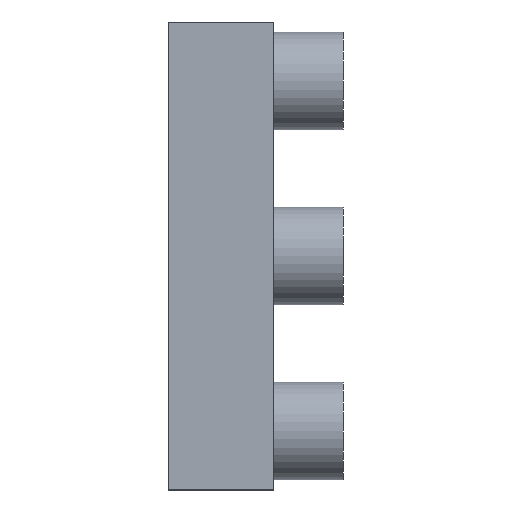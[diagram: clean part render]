
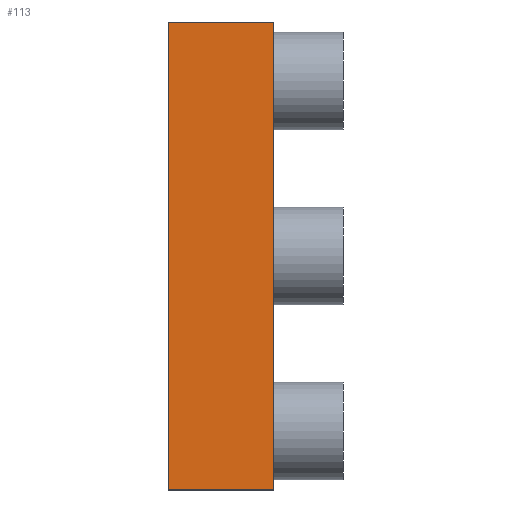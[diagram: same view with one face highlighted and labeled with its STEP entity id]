
A CAD part, left-side view. The second image highlights one B-rep face of the part: STEP entity #113.
In plain terms, the highlighted planar face has unit normal (-1, 0, 0).
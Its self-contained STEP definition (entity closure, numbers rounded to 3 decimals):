
#46 = EDGE_LOOP ( 'NONE', ( #784, #788, #786, #789 ) ) ;
#102 = EDGE_CURVE ( 'NONE', #896, #897, #381, .T. ) ;
#113 = ADVANCED_FACE ( 'NONE', ( #392 ), #354, .F. ) ;
#170 = EDGE_CURVE ( 'NONE', #901, #896, #453, .T. ) ;
#171 = EDGE_CURVE ( 'NONE', #901, #900, #454, .T. ) ;
#172 = EDGE_CURVE ( 'NONE', #900, #897, #455, .T. ) ;
#190 = DIRECTION ( 'NONE',  ( 0., 0., -1. ) ) ;
#191 = DIRECTION ( 'NONE',  ( 1., 0., 0. ) ) ;
#235 = VECTOR ( 'NONE', #776, 1000. ) ;
#247 = AXIS2_PLACEMENT_3D ( 'NONE', #353, #191, #190 ) ;
#320 = VECTOR ( 'NONE', #633, 1000. ) ;
#322 = VECTOR ( 'NONE', #635, 1000. ) ;
#323 = VECTOR ( 'NONE', #637, 1000. ) ;
#353 = CARTESIAN_POINT ( 'NONE',  ( 7.01, 3.998, -15.61 ) ) ;
#354 = PLANE ( 'NONE',  #247 ) ;
#381 = LINE ( 'NONE', #775, #235 ) ;
#392 = FACE_OUTER_BOUND ( 'NONE', #46, .T. ) ;
#453 = LINE ( 'NONE', #632, #320 ) ;
#454 = LINE ( 'NONE', #634, #322 ) ;
#455 = LINE ( 'NONE', #636, #323 ) ;
#632 = CARTESIAN_POINT ( 'NONE',  ( 7.01, 3.998, -26.31 ) ) ;
#633 = DIRECTION ( 'NONE',  ( 0., -1., 0. ) ) ;
#634 = CARTESIAN_POINT ( 'NONE',  ( 7.01, 3.998, -15.61 ) ) ;
#635 = DIRECTION ( 'NONE',  ( 0., 0., 1. ) ) ;
#636 = CARTESIAN_POINT ( 'NONE',  ( 7.01, 3.998, -15.61 ) ) ;
#637 = DIRECTION ( 'NONE',  ( 0., -1., 0. ) ) ;
#711 = CARTESIAN_POINT ( 'NONE',  ( 7.01, 1.587, -26.31 ) ) ;
#712 = CARTESIAN_POINT ( 'NONE',  ( 7.01, 1.587, -15.61 ) ) ;
#715 = CARTESIAN_POINT ( 'NONE',  ( 7.01, 3.998, -15.61 ) ) ;
#716 = CARTESIAN_POINT ( 'NONE',  ( 7.01, 3.998, -26.31 ) ) ;
#775 = CARTESIAN_POINT ( 'NONE',  ( 7.01, 1.587, -15.61 ) ) ;
#776 = DIRECTION ( 'NONE',  ( 0., 0., 1. ) ) ;
#784 = ORIENTED_EDGE ( 'NONE', *, *, #102, .T. ) ;
#786 = ORIENTED_EDGE ( 'NONE', *, *, #171, .F. ) ;
#788 = ORIENTED_EDGE ( 'NONE', *, *, #172, .F. ) ;
#789 = ORIENTED_EDGE ( 'NONE', *, *, #170, .T. ) ;
#896 = VERTEX_POINT ( 'NONE', #711 ) ;
#897 = VERTEX_POINT ( 'NONE', #712 ) ;
#900 = VERTEX_POINT ( 'NONE', #715 ) ;
#901 = VERTEX_POINT ( 'NONE', #716 ) ;
